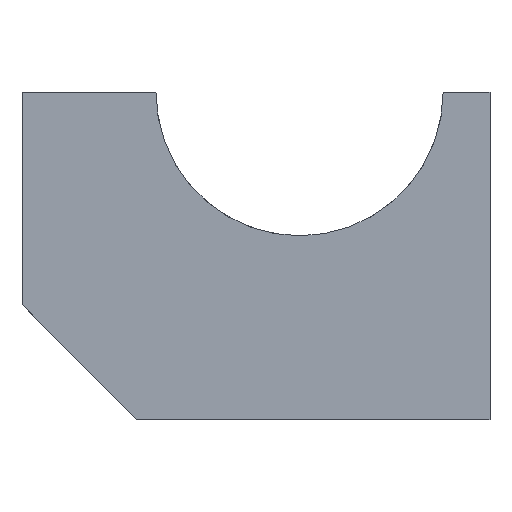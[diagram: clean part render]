
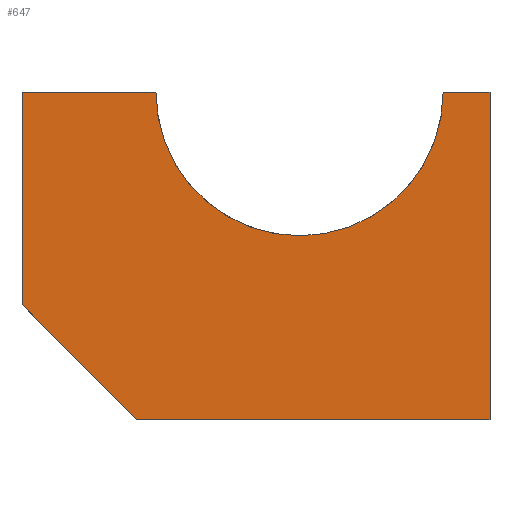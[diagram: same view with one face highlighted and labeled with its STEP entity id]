
A CAD part, left-side view. The second image highlights one B-rep face of the part: STEP entity #647.
In plain terms, the highlighted face is planar.
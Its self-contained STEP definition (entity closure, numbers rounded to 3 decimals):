
#9 = PLANE ( 'NONE',  #466 ) ;
#13 = VERTEX_POINT ( 'NONE', #45 ) ;
#45 = CARTESIAN_POINT ( 'NONE',  ( 15.782, -68.5, 45. ) ) ;
#64 = CARTESIAN_POINT ( 'NONE',  ( 25.782, -75.5, 45. ) ) ;
#66 = CARTESIAN_POINT ( 'NONE',  ( 15.782, -61., 45. ) ) ;
#82 = VECTOR ( 'NONE', #802, 1000. ) ;
#89 = VECTOR ( 'NONE', #262, 1000. ) ;
#90 = CARTESIAN_POINT ( 'NONE',  ( 15.782, -75.5, 45. ) ) ;
#96 = LINE ( 'NONE', #123, #554 ) ;
#104 = LINE ( 'NONE', #441, #431 ) ;
#108 = ORIENTED_EDGE ( 'NONE', *, *, #283, .T. ) ;
#113 = EDGE_CURVE ( 'NONE', #762, #740, #96, .T. ) ;
#119 = ORIENTED_EDGE ( 'NONE', *, *, #192, .T. ) ;
#123 = CARTESIAN_POINT ( 'NONE',  ( 15.782, 0., 45. ) ) ;
#157 = VERTEX_POINT ( 'NONE', #797 ) ;
#173 = ORIENTED_EDGE ( 'NONE', *, *, #465, .T. ) ;
#175 = LINE ( 'NONE', #335, #572 ) ;
#192 = EDGE_CURVE ( 'NONE', #740, #13, #700, .T. ) ;
#198 = ORIENTED_EDGE ( 'NONE', *, *, #113, .T. ) ;
#204 = DIRECTION ( 'NONE',  ( -1., 0., 0. ) ) ;
#228 = LINE ( 'NONE', #64, #678 ) ;
#237 = VERTEX_POINT ( 'NONE', #90 ) ;
#251 = LINE ( 'NONE', #317, #82 ) ;
#262 = DIRECTION ( 'NONE',  ( 0.707, 0.707, 0. ) ) ;
#270 = VERTEX_POINT ( 'NONE', #479 ) ;
#283 = EDGE_CURVE ( 'NONE', #270, #157, #341, .T. ) ;
#309 = VERTEX_POINT ( 'NONE', #588 ) ;
#317 = CARTESIAN_POINT ( 'NONE',  ( 15.782, -51.05, 45. ) ) ;
#335 = CARTESIAN_POINT ( 'NONE',  ( 25.782, -51.05, 45. ) ) ;
#341 = LINE ( 'NONE', #807, #89 ) ;
#427 = ORIENTED_EDGE ( 'NONE', *, *, #616, .F. ) ;
#431 = VECTOR ( 'NONE', #573, 1000. ) ;
#441 = CARTESIAN_POINT ( 'NONE',  ( 32.894, -51.05, 45. ) ) ;
#465 = EDGE_CURVE ( 'NONE', #157, #309, #104, .T. ) ;
#466 = AXIS2_PLACEMENT_3D ( 'NONE', #809, #531, #204 ) ;
#479 = CARTESIAN_POINT ( 'NONE',  ( 26.894, -75.5, 45. ) ) ;
#525 = DIRECTION ( 'NONE',  ( -1., 0., 0. ) ) ;
#531 = DIRECTION ( 'NONE',  ( 0., 0., -1. ) ) ;
#554 = VECTOR ( 'NONE', #577, 1000. ) ;
#572 = VECTOR ( 'NONE', #672, 1000. ) ;
#573 = DIRECTION ( 'NONE',  ( 0., 1., 0. ) ) ;
#577 = DIRECTION ( 'NONE',  ( 0., -1., 0. ) ) ;
#582 = DIRECTION ( 'NONE',  ( 0., 0., -1. ) ) ;
#588 = CARTESIAN_POINT ( 'NONE',  ( 32.894, -51.05, 45. ) ) ;
#601 = CARTESIAN_POINT ( 'NONE',  ( 15.782, -53.5, 45. ) ) ;
#613 = EDGE_CURVE ( 'NONE', #13, #237, #251, .T. ) ;
#616 = EDGE_CURVE ( 'NONE', #270, #237, #228, .T. ) ;
#647 = ADVANCED_FACE ( 'NONE', ( #841 ), #9, .F. ) ;
#654 = ORIENTED_EDGE ( 'NONE', *, *, #613, .T. ) ;
#658 = DIRECTION ( 'NONE',  ( -1., 0., 0. ) ) ;
#672 = DIRECTION ( 'NONE',  ( -1., 0., 0. ) ) ;
#674 = EDGE_LOOP ( 'NONE', ( #427, #108, #173, #782, #198, #119, #654 ) ) ;
#676 = AXIS2_PLACEMENT_3D ( 'NONE', #66, #582, #525 ) ;
#678 = VECTOR ( 'NONE', #658, 1000. ) ;
#700 = CIRCLE ( 'NONE', #676, 7.5 ) ;
#739 = EDGE_CURVE ( 'NONE', #309, #762, #175, .T. ) ;
#740 = VERTEX_POINT ( 'NONE', #601 ) ;
#753 = CARTESIAN_POINT ( 'NONE',  ( 15.782, -51.05, 45. ) ) ;
#762 = VERTEX_POINT ( 'NONE', #753 ) ;
#782 = ORIENTED_EDGE ( 'NONE', *, *, #739, .T. ) ;
#797 = CARTESIAN_POINT ( 'NONE',  ( 32.894, -69.5, 45. ) ) ;
#802 = DIRECTION ( 'NONE',  ( 0., -1., 0. ) ) ;
#807 = CARTESIAN_POINT ( 'NONE',  ( 26.894, -75.5, 45. ) ) ;
#809 = CARTESIAN_POINT ( 'NONE',  ( 25.782, -51.05, 45. ) ) ;
#841 = FACE_OUTER_BOUND ( 'NONE', #674, .T. ) ;
